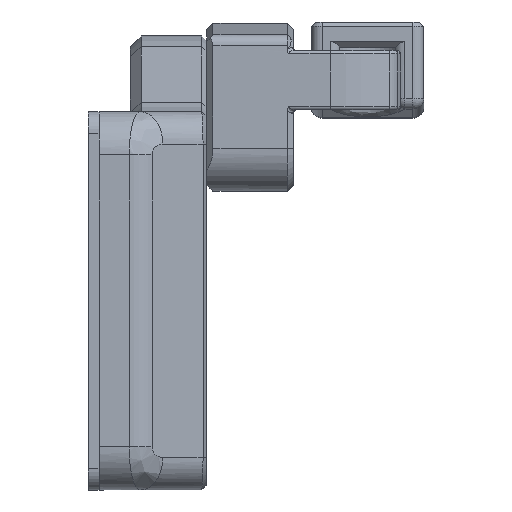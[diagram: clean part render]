
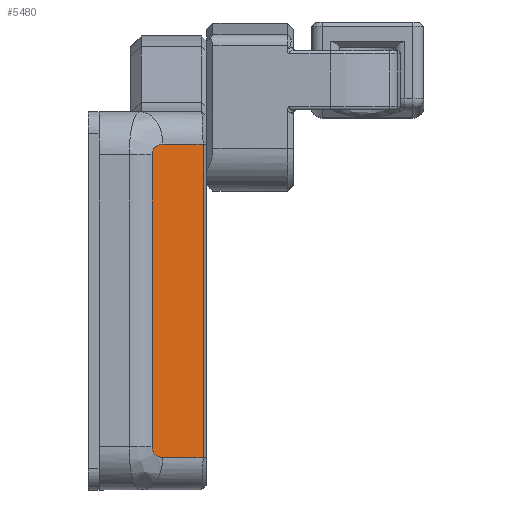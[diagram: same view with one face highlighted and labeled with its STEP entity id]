
A CAD part, left-side view. The second image highlights one B-rep face of the part: STEP entity #5480.
In plain terms, the highlighted face is planar.
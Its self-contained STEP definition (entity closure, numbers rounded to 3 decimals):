
#98=ELLIPSE('',#5886,1.414,1.);
#99=ELLIPSE('',#5887,1.414,1.);
#778=FACE_OUTER_BOUND('',#1118,.T.);
#1118=EDGE_LOOP('',(#3839,#3840,#3841,#3842,#3843,#3844));
#1511=LINE('',#8377,#1914);
#1522=LINE('',#8480,#1925);
#1523=LINE('',#8484,#1926);
#1524=LINE('',#8488,#1927);
#1914=VECTOR('',#6651,10.);
#1925=VECTOR('',#6666,10.);
#1926=VECTOR('',#6671,10.);
#1927=VECTOR('',#6674,10.);
#2329=VERTEX_POINT('',#8362);
#2331=VERTEX_POINT('',#8376);
#2341=VERTEX_POINT('',#8479);
#2342=VERTEX_POINT('',#8483);
#2343=VERTEX_POINT('',#8485);
#2344=VERTEX_POINT('',#8487);
#2884=EDGE_CURVE('',#2329,#2331,#1511,.T.);
#2900=EDGE_CURVE('',#2331,#2341,#1522,.T.);
#2902=EDGE_CURVE('',#2342,#2329,#1523,.T.);
#2903=EDGE_CURVE('',#2343,#2342,#98,.T.);
#2904=EDGE_CURVE('',#2344,#2343,#1524,.T.);
#2905=EDGE_CURVE('',#2341,#2344,#99,.T.);
#3839=ORIENTED_EDGE('',*,*,#2884,.F.);
#3840=ORIENTED_EDGE('',*,*,#2902,.F.);
#3841=ORIENTED_EDGE('',*,*,#2903,.F.);
#3842=ORIENTED_EDGE('',*,*,#2904,.F.);
#3843=ORIENTED_EDGE('',*,*,#2905,.F.);
#3844=ORIENTED_EDGE('',*,*,#2900,.F.);
#5347=PLANE('',#5885);
#5480=ADVANCED_FACE('',(#778),#5347,.T.);
#5885=AXIS2_PLACEMENT_3D('',#8482,#6669,#6670);
#5886=AXIS2_PLACEMENT_3D('',#8486,#6672,#6673);
#5887=AXIS2_PLACEMENT_3D('',#8489,#6675,#6676);
#6651=DIRECTION('',(0.,1.,0.));
#6666=DIRECTION('',(-0.707,0.,0.707));
#6669=DIRECTION('center_axis',(-0.707,0.,
-0.707));
#6670=DIRECTION('ref_axis',(0.707,0.,-0.707));
#6671=DIRECTION('',(0.707,0.,-0.707));
#6672=DIRECTION('center_axis',(0.707,0.,0.707));
#6673=DIRECTION('ref_axis',(-0.707,0.,0.707));
#6674=DIRECTION('',(0.,-1.,0.));
#6675=DIRECTION('center_axis',(0.707,0.,0.707));
#6676=DIRECTION('ref_axis',(-0.707,0.,0.707));
#8362=CARTESIAN_POINT('',(5.59,-32.019,-14.517));
#8376=CARTESIAN_POINT('',(5.59,-3.019,-14.517));
#8377=CARTESIAN_POINT('',(5.59,-21.019,-14.517));
#8479=CARTESIAN_POINT('',(1.879,-3.019,-10.806));
#8480=CARTESIAN_POINT('',(11.247,-3.019,-20.174));
#8482=CARTESIAN_POINT('Origin',(23.058,-21.019,-31.985));
#8483=CARTESIAN_POINT('',(1.879,-32.019,-10.806));
#8484=CARTESIAN_POINT('',(21.109,-32.019,-30.036));
#8485=CARTESIAN_POINT('',(0.879,-31.019,-9.806));
#8486=CARTESIAN_POINT('Origin',(1.879,-31.019,-10.806));
#8487=CARTESIAN_POINT('',(0.879,-4.019,-9.806));
#8488=CARTESIAN_POINT('',(0.879,-28.019,-9.806));
#8489=CARTESIAN_POINT('Origin',(1.879,-4.019,-10.806));
